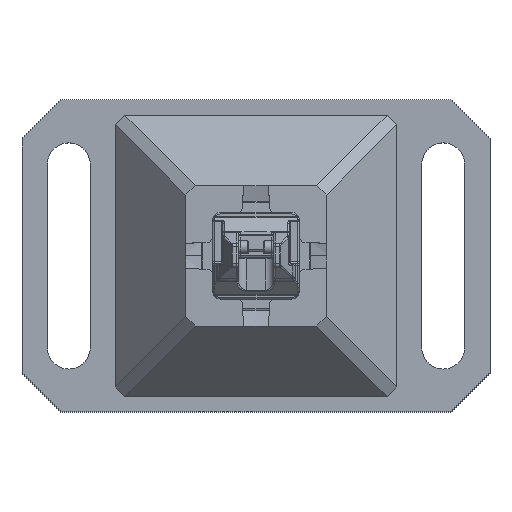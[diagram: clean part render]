
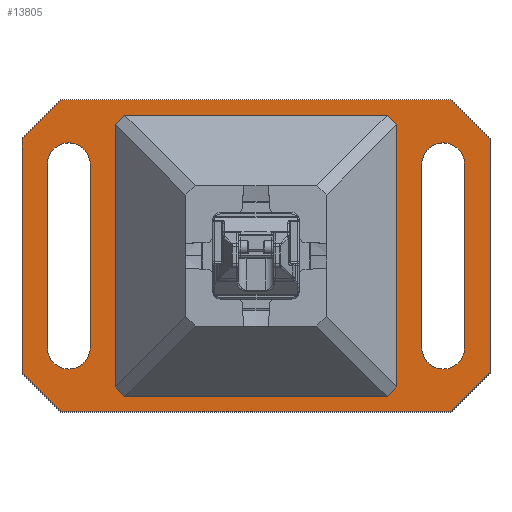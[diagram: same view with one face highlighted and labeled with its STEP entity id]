
A CAD part, top view. The second image highlights one B-rep face of the part: STEP entity #13805.
In plain terms, the highlighted planar face has unit normal (0, 0, 1).
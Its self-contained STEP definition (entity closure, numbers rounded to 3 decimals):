
#3706=DIRECTION('',(1.,0.,0.));
#3707=VECTOR('',#3706,33.594);
#3708=CARTESIAN_POINT('',(-16.797,16.95,-18.6));
#3709=LINE('',#3708,#3707);
#3755=DIRECTION('',(0.,-1.,0.));
#3756=VECTOR('',#3755,33.594);
#3757=CARTESIAN_POINT('',(18.,15.747,-18.6));
#3758=LINE('',#3757,#3756);
#3763=DIRECTION('',(-0.707,0.707,0.));
#3764=VECTOR('',#3763,7.071);
#3765=CARTESIAN_POINT('',(-25.,-21.05,-18.6));
#3766=LINE('',#3765,#3764);
#3767=DIRECTION('',(0.,1.,0.));
#3768=VECTOR('',#3767,30.);
#3769=CARTESIAN_POINT('',(-30.,-16.05,-18.6));
#3770=LINE('',#3769,#3768);
#3771=DIRECTION('',(0.707,0.707,0.));
#3772=VECTOR('',#3771,7.071);
#3773=CARTESIAN_POINT('',(-30.,13.95,-18.6));
#3774=LINE('',#3773,#3772);
#3775=DIRECTION('',(0.707,-0.707,0.));
#3776=VECTOR('',#3775,7.071);
#3777=CARTESIAN_POINT('',(25.,18.95,-18.6));
#3778=LINE('',#3777,#3776);
#3779=DIRECTION('',(0.,-1.,0.));
#3780=VECTOR('',#3779,30.);
#3781=CARTESIAN_POINT('',(30.,13.95,-18.6));
#3782=LINE('',#3781,#3780);
#3783=DIRECTION('',(-0.707,-0.707,0.));
#3784=VECTOR('',#3783,7.071);
#3785=CARTESIAN_POINT('',(30.,-16.05,-18.6));
#3786=LINE('',#3785,#3784);
#3787=CARTESIAN_POINT('',(24.,-12.8,-18.6));
#3788=DIRECTION('',(0.,0.,1.));
#3789=DIRECTION('',(-1.,0.,0.));
#3790=AXIS2_PLACEMENT_3D('',#3787,#3788,#3789);
#3792=CARTESIAN_POINT('',(24.,-12.8,-18.6));
#3793=DIRECTION('',(0.,0.,1.));
#3794=DIRECTION('',(0.,-1.,0.));
#3795=AXIS2_PLACEMENT_3D('',#3792,#3793,#3794);
#3797=CARTESIAN_POINT('',(24.,10.7,-18.6));
#3798=DIRECTION('',(0.,0.,1.));
#3799=DIRECTION('',(1.,0.,0.));
#3800=AXIS2_PLACEMENT_3D('',#3797,#3798,#3799);
#3802=CARTESIAN_POINT('',(24.,10.7,-18.6));
#3803=DIRECTION('',(0.,0.,1.));
#3804=DIRECTION('',(0.,1.,0.));
#3805=AXIS2_PLACEMENT_3D('',#3802,#3803,#3804);
#3807=CARTESIAN_POINT('',(-24.,10.7,-18.6));
#3808=DIRECTION('',(0.,0.,1.));
#3809=DIRECTION('',(1.,0.,0.));
#3810=AXIS2_PLACEMENT_3D('',#3807,#3808,#3809);
#3812=CARTESIAN_POINT('',(-24.,10.7,-18.6));
#3813=DIRECTION('',(0.,0.,1.));
#3814=DIRECTION('',(0.,1.,0.));
#3815=AXIS2_PLACEMENT_3D('',#3812,#3813,#3814);
#3817=CARTESIAN_POINT('',(-24.,-12.8,-18.6));
#3818=DIRECTION('',(0.,0.,1.));
#3819=DIRECTION('',(-1.,0.,0.));
#3820=AXIS2_PLACEMENT_3D('',#3817,#3818,#3819);
#3822=CARTESIAN_POINT('',(-24.,-12.8,-18.6));
#3823=DIRECTION('',(0.,0.,1.));
#3824=DIRECTION('',(0.,-1.,0.));
#3825=AXIS2_PLACEMENT_3D('',#3822,#3823,#3824);
#3827=DIRECTION('',(-0.707,0.707,0.));
#3828=VECTOR('',#3827,1.701);
#3829=CARTESIAN_POINT('',(18.,15.747,-18.6));
#3830=LINE('',#3829,#3828);
#3831=DIRECTION('',(-0.707,-0.707,0.));
#3832=VECTOR('',#3831,1.701);
#3833=CARTESIAN_POINT('',(-16.797,16.95,-18.6));
#3834=LINE('',#3833,#3832);
#3835=DIRECTION('',(0.,-1.,0.));
#3836=VECTOR('',#3835,33.594);
#3837=CARTESIAN_POINT('',(-18.,15.747,-18.6));
#3838=LINE('',#3837,#3836);
#3839=DIRECTION('',(0.707,-0.707,0.));
#3840=VECTOR('',#3839,1.701);
#3841=CARTESIAN_POINT('',(-18.,-17.847,-18.6));
#3842=LINE('',#3841,#3840);
#3843=DIRECTION('',(1.,0.,0.));
#3844=VECTOR('',#3843,33.594);
#3845=CARTESIAN_POINT('',(-16.797,-19.05,-18.6));
#3846=LINE('',#3845,#3844);
#3847=DIRECTION('',(0.707,0.707,0.));
#3848=VECTOR('',#3847,1.701);
#3849=CARTESIAN_POINT('',(16.797,-19.05,-18.6));
#3850=LINE('',#3849,#3848);
#4068=DIRECTION('',(1.,0.,0.));
#4069=VECTOR('',#4068,50.);
#4070=CARTESIAN_POINT('',(-25.,-21.05,-18.6));
#4071=LINE('',#4070,#4069);
#4100=DIRECTION('',(-1.,0.,0.));
#4101=VECTOR('',#4100,50.);
#4102=CARTESIAN_POINT('',(25.,18.95,-18.6));
#4103=LINE('',#4102,#4101);
#4278=DIRECTION('',(0.,-1.,0.));
#4279=VECTOR('',#4278,23.5);
#4280=CARTESIAN_POINT('',(26.75,10.7,-18.6));
#4281=LINE('',#4280,#4279);
#4290=DIRECTION('',(0.,1.,0.));
#4291=VECTOR('',#4290,23.5);
#4292=CARTESIAN_POINT('',(21.25,-12.8,-18.6));
#4293=LINE('',#4292,#4291);
#4294=DIRECTION('',(0.,-1.,0.));
#4295=VECTOR('',#4294,23.5);
#4296=CARTESIAN_POINT('',(-21.25,10.7,-18.6));
#4297=LINE('',#4296,#4295);
#4306=DIRECTION('',(0.,1.,0.));
#4307=VECTOR('',#4306,23.5);
#4308=CARTESIAN_POINT('',(-26.75,-12.8,-18.6));
#4309=LINE('',#4308,#4307);
#7047=CARTESIAN_POINT('',(16.797,16.95,-18.6));
#7049=VERTEX_POINT('',#7047);
#7052=CARTESIAN_POINT('',(-16.797,16.95,-18.6));
#7053=VERTEX_POINT('',#7052);
#7056=CARTESIAN_POINT('',(18.,15.747,-18.6));
#7057=VERTEX_POINT('',#7056);
#7068=CARTESIAN_POINT('',(18.,-17.847,-18.6));
#7070=VERTEX_POINT('',#7068);
#7074=CARTESIAN_POINT('',(16.797,-19.05,-18.6));
#7076=VERTEX_POINT('',#7074);
#7078=CARTESIAN_POINT('',(-16.797,-19.05,-18.6));
#7079=VERTEX_POINT('',#7078);
#7084=CARTESIAN_POINT('',(-25.,-21.05,-18.6));
#7085=CARTESIAN_POINT('',(-30.,-16.05,-18.6));
#7086=VERTEX_POINT('',#7084);
#7087=VERTEX_POINT('',#7085);
#7088=CARTESIAN_POINT('',(-30.,13.95,-18.6));
#7089=VERTEX_POINT('',#7088);
#7090=CARTESIAN_POINT('',(-25.,18.95,-18.6));
#7091=VERTEX_POINT('',#7090);
#7092=CARTESIAN_POINT('',(25.,18.95,-18.6));
#7093=VERTEX_POINT('',#7092);
#7094=CARTESIAN_POINT('',(30.,13.95,-18.6));
#7095=VERTEX_POINT('',#7094);
#7096=CARTESIAN_POINT('',(30.,-16.05,-18.6));
#7097=VERTEX_POINT('',#7096);
#7098=CARTESIAN_POINT('',(25.,-21.05,-18.6));
#7099=VERTEX_POINT('',#7098);
#7100=CARTESIAN_POINT('',(21.25,-12.8,-18.6));
#7101=CARTESIAN_POINT('',(24.,-15.55,-18.6));
#7102=VERTEX_POINT('',#7100);
#7103=VERTEX_POINT('',#7101);
#7104=CARTESIAN_POINT('',(26.75,-12.8,-18.6));
#7105=VERTEX_POINT('',#7104);
#7106=CARTESIAN_POINT('',(26.75,10.7,-18.6));
#7107=VERTEX_POINT('',#7106);
#7108=CARTESIAN_POINT('',(24.,13.45,-18.6));
#7109=VERTEX_POINT('',#7108);
#7110=CARTESIAN_POINT('',(21.25,10.7,-18.6));
#7111=VERTEX_POINT('',#7110);
#7112=CARTESIAN_POINT('',(-21.25,10.7,-18.6));
#7113=CARTESIAN_POINT('',(-21.25,-12.8,-18.6));
#7114=VERTEX_POINT('',#7112);
#7115=VERTEX_POINT('',#7113);
#7116=CARTESIAN_POINT('',(-24.,13.45,-18.6));
#7117=VERTEX_POINT('',#7116);
#7118=CARTESIAN_POINT('',(-26.75,10.7,-18.6));
#7119=VERTEX_POINT('',#7118);
#7120=CARTESIAN_POINT('',(-26.75,-12.8,-18.6));
#7121=VERTEX_POINT('',#7120);
#7122=CARTESIAN_POINT('',(-24.,-15.55,-18.6));
#7123=VERTEX_POINT('',#7122);
#7124=CARTESIAN_POINT('',(-18.,15.747,-18.6));
#7125=VERTEX_POINT('',#7124);
#7126=CARTESIAN_POINT('',(-18.,-17.847,-18.6));
#7127=VERTEX_POINT('',#7126);
#13741=CARTESIAN_POINT('',(-30.,-21.05,-18.6));
#13742=DIRECTION('',(0.,0.,-1.));
#13743=DIRECTION('',(1.,0.,0.));
#13744=AXIS2_PLACEMENT_3D('',#13741,#13742,#13743);
#13745=PLANE('',#13744);
#13747=ORIENTED_EDGE('',*,*,#13746,.T.);
#13749=ORIENTED_EDGE('',*,*,#13748,.T.);
#13751=ORIENTED_EDGE('',*,*,#13750,.T.);
#13753=ORIENTED_EDGE('',*,*,#13752,.F.);
#13755=ORIENTED_EDGE('',*,*,#13754,.T.);
#13757=ORIENTED_EDGE('',*,*,#13756,.T.);
#13759=ORIENTED_EDGE('',*,*,#13758,.T.);
#13761=ORIENTED_EDGE('',*,*,#13760,.F.);
#13762=EDGE_LOOP('',(#13747,#13749,#13751,#13753,#13755,#13757,#13759,#13761));
#13763=FACE_OUTER_BOUND('',#13762,.F.);
#13765=ORIENTED_EDGE('',*,*,#13764,.T.);
#13767=ORIENTED_EDGE('',*,*,#13766,.T.);
#13769=ORIENTED_EDGE('',*,*,#13768,.F.);
#13771=ORIENTED_EDGE('',*,*,#13770,.T.);
#13773=ORIENTED_EDGE('',*,*,#13772,.T.);
#13775=ORIENTED_EDGE('',*,*,#13774,.F.);
#13776=EDGE_LOOP('',(#13765,#13767,#13769,#13771,#13773,#13775));
#13777=FACE_BOUND('',#13776,.F.);
#13779=ORIENTED_EDGE('',*,*,#13778,.F.);
#13781=ORIENTED_EDGE('',*,*,#13780,.T.);
#13783=ORIENTED_EDGE('',*,*,#13782,.T.);
#13785=ORIENTED_EDGE('',*,*,#13784,.F.);
#13787=ORIENTED_EDGE('',*,*,#13786,.T.);
#13789=ORIENTED_EDGE('',*,*,#13788,.T.);
#13790=EDGE_LOOP('',(#13779,#13781,#13783,#13785,#13787,#13789));
#13791=FACE_BOUND('',#13790,.F.);
#13792=ORIENTED_EDGE('',*,*,#13702,.F.);
#13793=ORIENTED_EDGE('',*,*,#13660,.T.);
#13794=ORIENTED_EDGE('',*,*,#13647,.F.);
#13796=ORIENTED_EDGE('',*,*,#13795,.T.);
#13798=ORIENTED_EDGE('',*,*,#13797,.T.);
#13800=ORIENTED_EDGE('',*,*,#13799,.T.);
#13801=ORIENTED_EDGE('',*,*,#13728,.T.);
#13802=ORIENTED_EDGE('',*,*,#13717,.T.);
#13803=EDGE_LOOP('',(#13792,#13793,#13794,#13796,#13798,#13800,#13801,#13802));
#13804=FACE_BOUND('',#13803,.F.);
#13805=ADVANCED_FACE('',(#13763,#13777,#13791,#13804),#13745,.F.);
#3791=CIRCLE('',#3790,2.75);
#3796=CIRCLE('',#3795,2.75);
#3801=CIRCLE('',#3800,2.75);
#3806=CIRCLE('',#3805,2.75);
#3811=CIRCLE('',#3810,2.75);
#3816=CIRCLE('',#3815,2.75);
#3821=CIRCLE('',#3820,2.75);
#3826=CIRCLE('',#3825,2.75);
#13647=EDGE_CURVE('',#7053,#7049,#3709,.T.);
#13660=EDGE_CURVE('',#7057,#7049,#3830,.T.);
#13702=EDGE_CURVE('',#7057,#7070,#3758,.T.);
#13717=EDGE_CURVE('',#7076,#7070,#3850,.T.);
#13728=EDGE_CURVE('',#7079,#7076,#3846,.T.);
#13746=EDGE_CURVE('',#7086,#7087,#3766,.T.);
#13748=EDGE_CURVE('',#7087,#7089,#3770,.T.);
#13750=EDGE_CURVE('',#7089,#7091,#3774,.T.);
#13752=EDGE_CURVE('',#7093,#7091,#4103,.T.);
#13754=EDGE_CURVE('',#7093,#7095,#3778,.T.);
#13756=EDGE_CURVE('',#7095,#7097,#3782,.T.);
#13758=EDGE_CURVE('',#7097,#7099,#3786,.T.);
#13760=EDGE_CURVE('',#7086,#7099,#4071,.T.);
#13764=EDGE_CURVE('',#7102,#7103,#3791,.T.);
#13766=EDGE_CURVE('',#7103,#7105,#3796,.T.);
#13768=EDGE_CURVE('',#7107,#7105,#4281,.T.);
#13770=EDGE_CURVE('',#7107,#7109,#3801,.T.);
#13772=EDGE_CURVE('',#7109,#7111,#3806,.T.);
#13774=EDGE_CURVE('',#7102,#7111,#4293,.T.);
#13778=EDGE_CURVE('',#7114,#7115,#4297,.T.);
#13780=EDGE_CURVE('',#7114,#7117,#3811,.T.);
#13782=EDGE_CURVE('',#7117,#7119,#3816,.T.);
#13784=EDGE_CURVE('',#7121,#7119,#4309,.T.);
#13786=EDGE_CURVE('',#7121,#7123,#3821,.T.);
#13788=EDGE_CURVE('',#7123,#7115,#3826,.T.);
#13795=EDGE_CURVE('',#7053,#7125,#3834,.T.);
#13797=EDGE_CURVE('',#7125,#7127,#3838,.T.);
#13799=EDGE_CURVE('',#7127,#7079,#3842,.T.);
